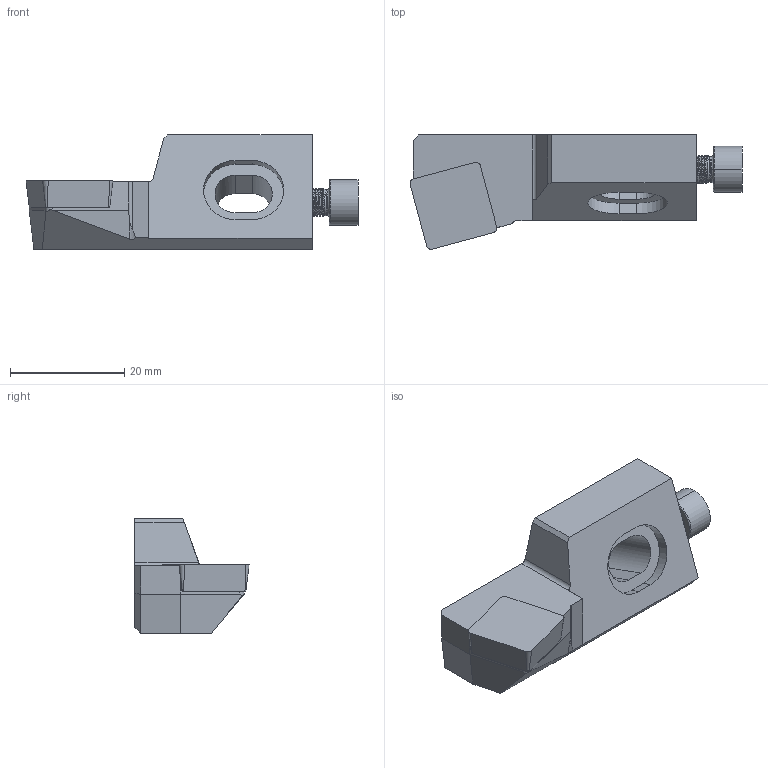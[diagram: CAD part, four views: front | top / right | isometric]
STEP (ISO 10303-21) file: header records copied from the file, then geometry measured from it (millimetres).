
FILE_DESCRIPTION (( 'STEP AP214' ), '1' );
FILE_NAME ('SSKCR-12CA-12-LIGHT.STP', '2023-11-09T10:08:40', ( '' ), ( '' ), 'SwSTEP 2.0', 'SolidWorks 2018', '' );
FILE_SCHEMA (( 'AUTOMOTIVE_DESIGN' ));
Length unit declared in the file: millimetre
Products named in the file (1): SSKCR-12CA-12-LIGHT
Bounding box: 58.06 x 20 x 20 mm (x, y, z)
Volume: 9985.3 mm3; surface area: 4394 mm2
Topology: 2 solids, 2 shells, 73 faces, 188 edges, 122 vertices
Faces by surface type: plane 37, cylinder 17, cone 11, torus 6, bspline 2
Entity records: 4240 total; most frequent: CARTESIAN_POINT 1676, ORIENTED_EDGE 376, DIRECTION 337, EDGE_CURVE 188, VERTEX_POINT 122, AXIS2_PLACEMENT_3D 114, LINE 109, VECTOR 109
